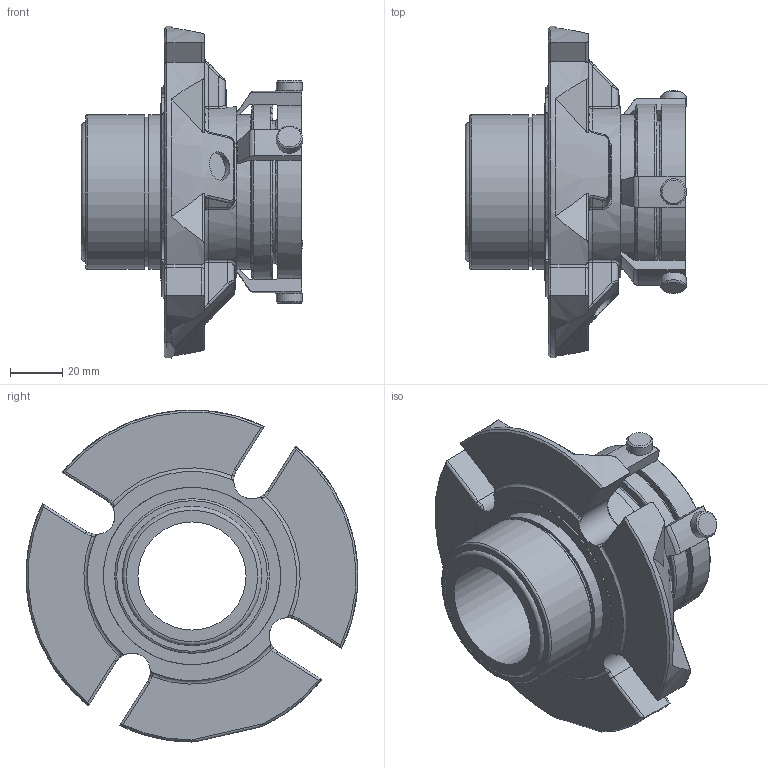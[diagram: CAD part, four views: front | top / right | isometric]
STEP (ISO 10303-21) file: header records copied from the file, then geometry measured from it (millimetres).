
FILE_DESCRIPTION(/* description */ ('Unknown'),/* implementation_level */ '2;1');
FILE_NAME(/* name */ '1.625',/* time_stamp */ '2023-02-13T14:59:28+00:00',/* author */ ('Unknown'),/* organization */ ('Unknown'),/* preprocessor_version */ 'ST-DEVELOPER v16.7',/* originating_system */ 'Solid Edge',/* authorisation */ 'Unknown');
FILE_SCHEMA (('AUTOMOTIVE_DESIGN {1 0 10303 214 3 1 1}'));
Length unit declared in the file: millimetre
Products named in the file (1): 1.625
Bounding box: 84.43 x 126.75 x 126.75 mm (x, y, z)
Volume: 273283.4 mm3; surface area: 58601.6 mm2
Topology: 1 solids, 1 shells, 490 faces, 1294 edges, 828 vertices
Faces by surface type: plane 191, cylinder 137, bspline 76, torus 61, cone 25
Full cylindrical faces by diameter (mm): 2.821 x1, 10 x4, 10.998 x2, 41.275 x1, 53.213 x1, 54.661 x1, 57.226 x1, 59.004 x1, 59.03 x1, 59.055 x1, 67.666 x1
Entity records: 17740 total; most frequent: CARTESIAN_POINT 6592, ORIENTED_EDGE 2478, DIRECTION 2031, EDGE_CURVE 1239, VERTEX_POINT 810, AXIS2_PLACEMENT_3D 771, EDGE_LOOP 563, FACE_BOUND 563
